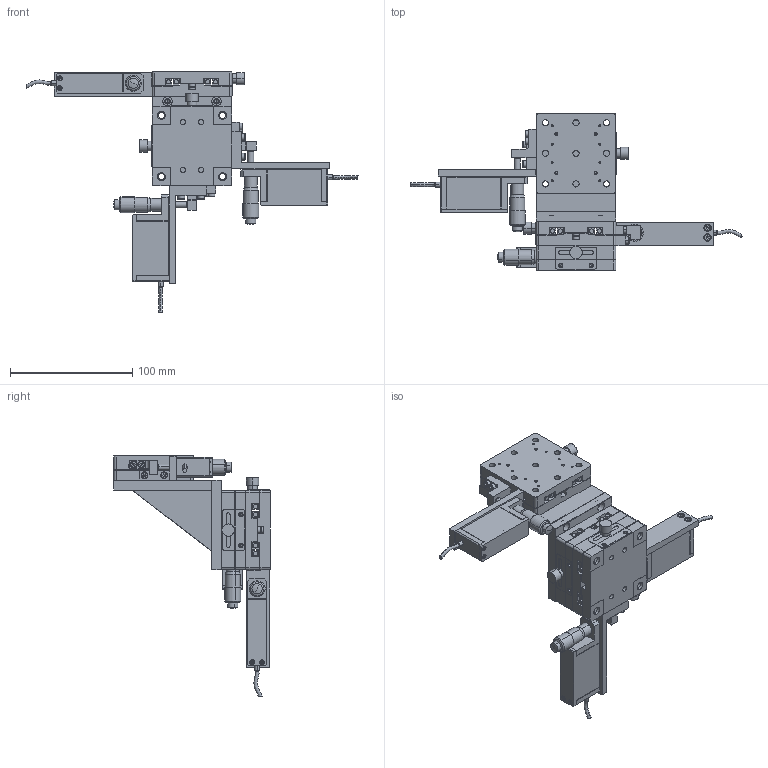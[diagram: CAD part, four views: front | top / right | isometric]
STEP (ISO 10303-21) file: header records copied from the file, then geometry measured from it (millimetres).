
FILE_DESCRIPTION (( 'STEP AP203' ), '1' );
FILE_NAME ('XYZ65P84S250.STEP', '2022-01-24T01:18:07', ( '' ), ( '' ), 'SwSTEP 2.0', 'SolidWorks 2016', '' );
FILE_SCHEMA (( 'CONFIG_CONTROL_DESIGN' ));
Length unit declared in the file: millimetre
Products named in the file (1): XYZ65P84S250
Bounding box: 271.2 x 128 x 196.1 mm (x, y, z)
Volume: 430835.3 mm3; surface area: 206117.9 mm2
Topology: 84 solids, 84 shells, 2179 faces, 5250 edges, 3255 vertices
Faces by surface type: plane 1072, cylinder 795, cone 228, torus 66, sphere 12, bspline 6
Entity records: 64334 total; most frequent: CARTESIAN_POINT 12011, DIRECTION 11485, ORIENTED_EDGE 10230, EDGE_CURVE 5115, AXIS2_PLACEMENT_3D 4274, VERTEX_POINT 3246, VECTOR 2937, LINE 2937
